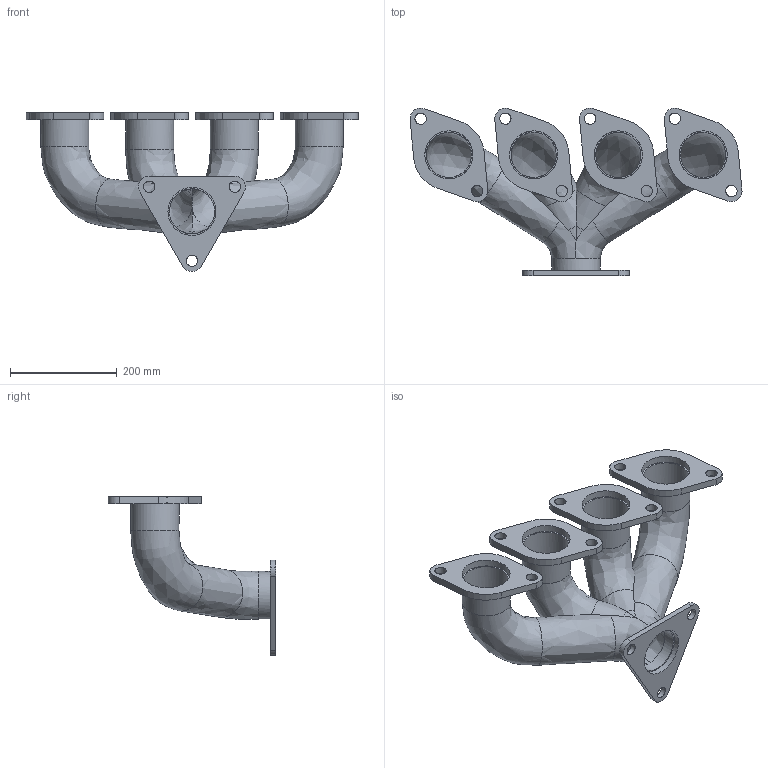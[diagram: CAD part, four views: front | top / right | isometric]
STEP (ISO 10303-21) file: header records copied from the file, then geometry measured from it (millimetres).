
FILE_DESCRIPTION(('FreeCAD Model'),'2;1');
FILE_NAME('Open CASCADE Shape Model','2025-05-04T11:27:12',('FreeCAD'),( 'FreeCAD'),'Open CASCADE STEP processor 7.6','FreeCAD','Unknown');
FILE_SCHEMA(('AUTOMOTIVE_DESIGN { 1 0 10303 214 1 1 1 1 }'));
Length unit declared in the file: millimetre
Products named in the file (1): Open CASCADE STEP translator 7.6 1
Bounding box: 623.24 x 314.53 x 298.3 mm (x, y, z)
Volume: 1245229.3 mm3; surface area: 941084.4 mm2
Topology: 6 solids, 11 shells, 175 faces, 470 edges, 314 vertices
Faces by surface type: bspline 175
Entity records: 6478 total; most frequent: CARTESIAN_POINT 3761, ORIENTED_EDGE 940, EDGE_CURVE 470, VERTEX_POINT 314, FACE_BOUND 244, EDGE_LOOP 244, B_SPLINE_CURVE_WITH_KNOTS 230, ADVANCED_FACE 175
